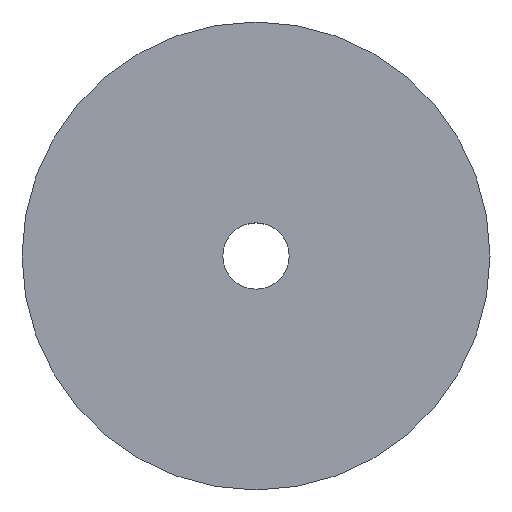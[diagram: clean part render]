
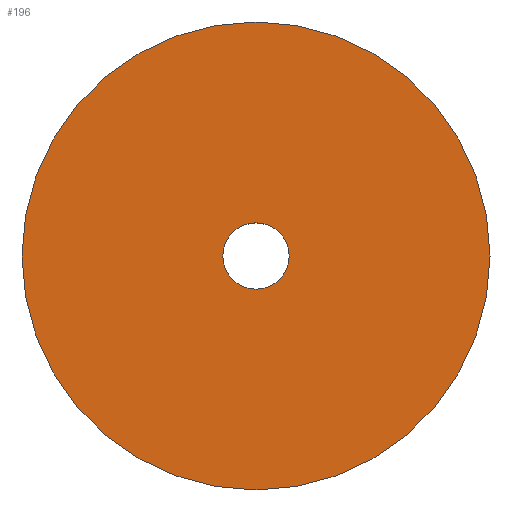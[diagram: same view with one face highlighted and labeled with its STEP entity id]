
A CAD part, top view. The second image highlights one B-rep face of the part: STEP entity #196.
In plain terms, the highlighted planar face has unit normal (0, 0, 1).
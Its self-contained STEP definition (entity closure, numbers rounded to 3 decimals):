
#18=FACE_BOUND('',#52,.T.);
#27=PLANE('',#225);
#38=FACE_OUTER_BOUND('',#51,.T.);
#51=EDGE_LOOP('',(#183));
#52=EDGE_LOOP('',(#184));
#94=CIRCLE('',#213,10.6);
#96=CIRCLE('',#224,1.5);
#98=VERTEX_POINT('',#282);
#112=VERTEX_POINT('',#326);
#115=EDGE_CURVE('',#98,#98,#94,.F.);
#136=EDGE_CURVE('',#112,#112,#96,.T.);
#183=ORIENTED_EDGE('',*,*,#115,.F.);
#184=ORIENTED_EDGE('',*,*,#136,.T.);
#196=ADVANCED_FACE('',(#38,#18),#27,.F.);
#213=AXIS2_PLACEMENT_3D('',#284,#233,#234);
#224=AXIS2_PLACEMENT_3D('',#328,#274,#275);
#225=AXIS2_PLACEMENT_3D('',#329,#276,#277);
#233=DIRECTION('center_axis',(0.,0.,
1.));
#234=DIRECTION('ref_axis',(0.5,0.866,0.));
#274=DIRECTION('center_axis',(0.,0.,
-1.));
#275=DIRECTION('ref_axis',(-0.5,-0.866,0.));
#276=DIRECTION('center_axis',(0.,0.,
-1.));
#277=DIRECTION('ref_axis',(0.5,0.866,0.));
#282=CARTESIAN_POINT('',(-23.1,-4.33,2.8));
#284=CARTESIAN_POINT('Origin',(-17.8,4.85,2.8));
#326=CARTESIAN_POINT('',(-17.05,6.149,2.8));
#328=CARTESIAN_POINT('Origin',(-17.8,4.85,2.8));
#329=CARTESIAN_POINT('Origin',(-17.8,4.85,2.8));
